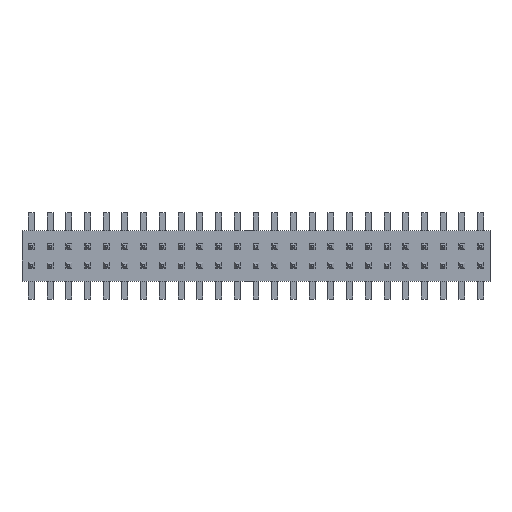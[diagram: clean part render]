
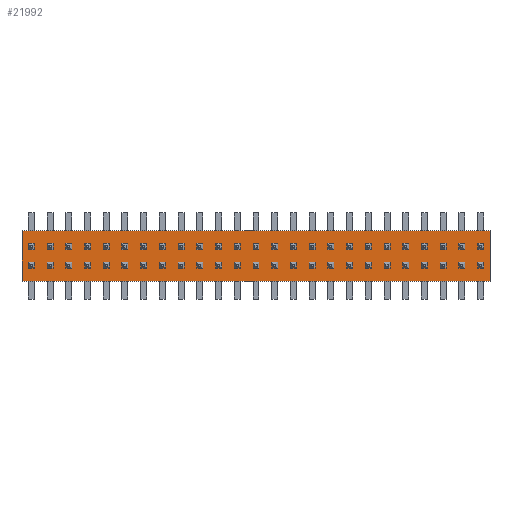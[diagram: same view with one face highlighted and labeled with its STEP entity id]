
A CAD part, top view. The second image highlights one B-rep face of the part: STEP entity #21992.
In plain terms, the highlighted face is planar.
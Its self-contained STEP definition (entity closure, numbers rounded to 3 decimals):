
#21860 = EDGE_CURVE('',#21861,#21863,#21865,.T.);
#21861 = VERTEX_POINT('',#21862);
#21862 = CARTESIAN_POINT('',(-15.875,1.753,-1.715));
#21863 = VERTEX_POINT('',#21864);
#21864 = CARTESIAN_POINT('',(-15.875,1.753,1.715));
#21865 = LINE('',#21866,#21867);
#21866 = CARTESIAN_POINT('',(-15.875,1.753,-1.715));
#21867 = VECTOR('',#21868,1.);
#21868 = DIRECTION('',(0.,0.,1.));
#21900 = EDGE_CURVE('',#21863,#21901,#21903,.T.);
#21901 = VERTEX_POINT('',#21902);
#21902 = CARTESIAN_POINT('',(15.875,1.753,1.715));
#21903 = LINE('',#21904,#21905);
#21904 = CARTESIAN_POINT('',(-15.875,1.753,1.715));
#21905 = VECTOR('',#21906,1.);
#21906 = DIRECTION('',(1.,0.,0.));
#21931 = EDGE_CURVE('',#21901,#21932,#21934,.T.);
#21932 = VERTEX_POINT('',#21933);
#21933 = CARTESIAN_POINT('',(15.875,1.753,-1.715));
#21934 = LINE('',#21935,#21936);
#21935 = CARTESIAN_POINT('',(15.875,1.753,1.715));
#21936 = VECTOR('',#21937,1.);
#21937 = DIRECTION('',(0.,0.,-1.));
#21962 = EDGE_CURVE('',#21932,#21861,#21963,.T.);
#21963 = LINE('',#21964,#21965);
#21964 = CARTESIAN_POINT('',(15.875,1.753,-1.715));
#21965 = VECTOR('',#21966,1.);
#21966 = DIRECTION('',(-1.,0.,0.));
#21992 = ADVANCED_FACE('',(#21993),#21999,.T.);
#21993 = FACE_BOUND('',#21994,.T.);
#21994 = EDGE_LOOP('',(#21995,#21996,#21997,#21998));
#21995 = ORIENTED_EDGE('',*,*,#21860,.T.);
#21996 = ORIENTED_EDGE('',*,*,#21900,.T.);
#21997 = ORIENTED_EDGE('',*,*,#21931,.T.);
#21998 = ORIENTED_EDGE('',*,*,#21962,.T.);
#21999 = PLANE('',#22000);
#22000 = AXIS2_PLACEMENT_3D('',#22001,#22002,#22003);
#22001 = CARTESIAN_POINT('',(0.,1.753,0.));
#22002 = DIRECTION('',(0.,1.,0.));
#22003 = DIRECTION('',(0.,-0.,1.));
